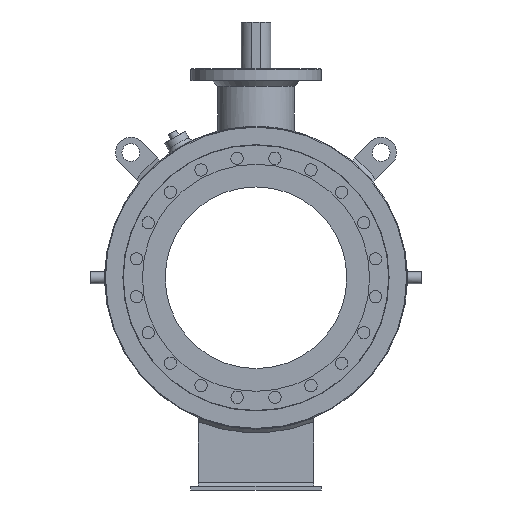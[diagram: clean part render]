
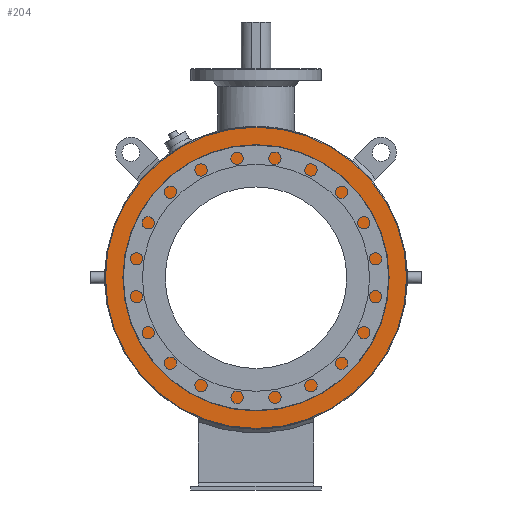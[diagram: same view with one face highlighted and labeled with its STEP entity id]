
A CAD part, left-side view. The second image highlights one B-rep face of the part: STEP entity #204.
In plain terms, the highlighted planar face has unit normal (-1, 0, 0).
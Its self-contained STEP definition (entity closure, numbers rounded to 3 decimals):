
#204 = ADVANCED_FACE( '', ( #566, #567 ), #568, .F. );
#566 = FACE_BOUND( '', #1291, .T. );
#567 = FACE_OUTER_BOUND( '', #1292, .T. );
#568 = PLANE( '', #1293 );
#1291 = EDGE_LOOP( '', ( #3110 ) );
#1292 = EDGE_LOOP( '', ( #3111 ) );
#1293 = AXIS2_PLACEMENT_3D( '', #3112, #3113, #3114 );
#3110 = ORIENTED_EDGE( '', *, *, #4390, .T. );
#3111 = ORIENTED_EDGE( '', *, *, #4391, .T. );
#3112 = CARTESIAN_POINT( '', ( -352.5, 0., 406.5 ) );
#3113 = DIRECTION( '', ( 1., 0., 0. ) );
#3114 = DIRECTION( '', ( 0., 0., -1. ) );
#4390 = EDGE_CURVE( '', #4895, #4895, #4896, .T. );
#4391 = EDGE_CURVE( '', #4897, #4897, #4898, .F. );
#4895 = VERTEX_POINT( '', #5929 );
#4896 = CIRCLE( '', #5930, 272.5 );
#4897 = VERTEX_POINT( '', #5931 );
#4898 = CIRCLE( '', #5932, 404.5 );
#5929 = CARTESIAN_POINT( '', ( -352.5, 0., -272.5 ) );
#5930 = AXIS2_PLACEMENT_3D( '', #7863, #7864, #7865 );
#5931 = CARTESIAN_POINT( '', ( -352.5, 0., -404.5 ) );
#5932 = AXIS2_PLACEMENT_3D( '', #7866, #7867, #7868 );
#7863 = CARTESIAN_POINT( '', ( -352.5, 0., 0. ) );
#7864 = DIRECTION( '', ( 1., 0., 0. ) );
#7865 = DIRECTION( '', ( 0., 0., -1. ) );
#7866 = CARTESIAN_POINT( '', ( -352.5, 0., 0. ) );
#7867 = DIRECTION( '', ( 1., 0., 0. ) );
#7868 = DIRECTION( '', ( 0., 0., -1. ) );
